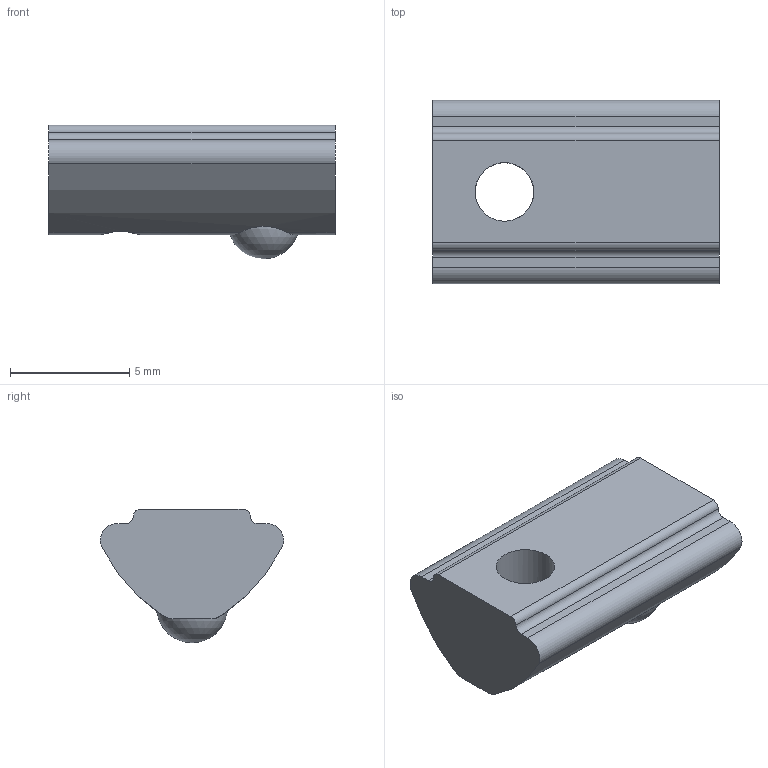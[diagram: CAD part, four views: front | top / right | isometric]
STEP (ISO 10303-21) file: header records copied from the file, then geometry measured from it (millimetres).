
FILE_DESCRIPTION(/* description */ ('STEP AP214'),/* implementation_level */ '2;1');
FILE_NAME(/* name */ '1008386.stp',/* time_stamp */ '2024-05-01T08:59:14+02:00',/* author */ ('b.steehouwer'),/* organization */ ('CADENAS'),/* preprocessor_version */ 'ST-DEVELOPER v18.1',/* originating_system */ 'Autodesk Inventor 2021',/* authorisation */ ' ');
FILE_SCHEMA (('AUTOMOTIVE_DESIGN { 1 0 10303 214 3 1 1 }'));
Length unit declared in the file: millimetre
Products named in the file (1): 1008386
Bounding box: 12 x 7.69 x 5.6 mm (x, y, z)
Volume: 297.1 mm3; surface area: 338.5 mm2
Topology: 1 solids, 1 shells, 26 faces, 75 edges, 50 vertices
Faces by surface type: cylinder 16, plane 9, sphere 1
Full cylindrical faces by diameter (mm): 2.459 x1, 3.05 x1
Entity records: 1032 total; most frequent: CARTESIAN_POINT 254, ORIENTED_EDGE 148, DIRECTION 146, EDGE_CURVE 74, AXIS2_PLACEMENT_3D 57, VERTEX_POINT 50, LINE 32, VECTOR 32
